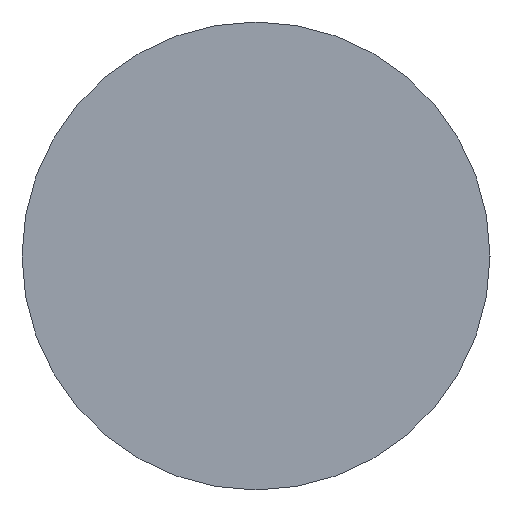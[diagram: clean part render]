
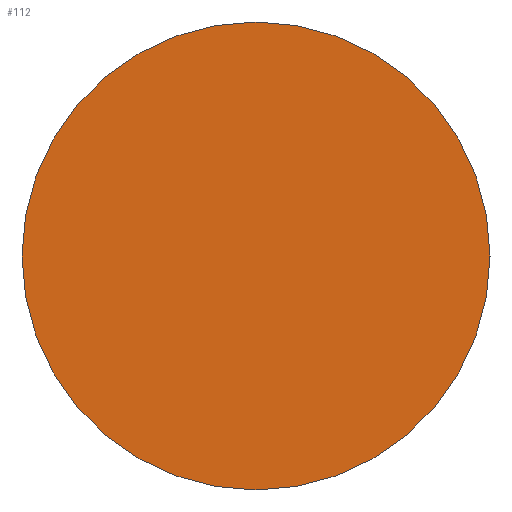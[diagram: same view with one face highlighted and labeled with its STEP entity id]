
A CAD part, left-side view. The second image highlights one B-rep face of the part: STEP entity #112.
In plain terms, the highlighted planar face has unit normal (-1, 0, 0).
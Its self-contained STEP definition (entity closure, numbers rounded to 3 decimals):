
#1 = AXIS2_PLACEMENT_3D ( 'NONE', #39, #27, #167 ) ;
#3 = CARTESIAN_POINT ( 'NONE',  ( 11.081, 6.516, 2. ) ) ;
#27 = DIRECTION ( 'NONE',  ( 1., 0., 0. ) ) ;
#28 = ORIENTED_EDGE ( 'NONE', *, *, #38, .T. ) ;
#38 = EDGE_CURVE ( 'NONE', #110, #54, #130, .T. ) ;
#39 = CARTESIAN_POINT ( 'NONE',  ( 11.081, 6.516, 0. ) ) ;
#54 = VERTEX_POINT ( 'NONE', #79 ) ;
#57 = EDGE_LOOP ( 'NONE', ( #28, #89 ) ) ;
#69 = CARTESIAN_POINT ( 'NONE',  ( 11.081, 6.516, 0. ) ) ;
#73 = DIRECTION ( 'NONE',  ( -1., 0., 0. ) ) ;
#78 = EDGE_CURVE ( 'NONE', #54, #110, #173, .T. ) ;
#79 = CARTESIAN_POINT ( 'NONE',  ( 11.081, 6.516, -2. ) ) ;
#89 = ORIENTED_EDGE ( 'NONE', *, *, #78, .T. ) ;
#98 = DIRECTION ( 'NONE',  ( 0., 0., 1. ) ) ;
#107 = AXIS2_PLACEMENT_3D ( 'NONE', #133, #148, #98 ) ;
#110 = VERTEX_POINT ( 'NONE', #3 ) ;
#112 = ADVANCED_FACE ( 'NONE', ( #151 ), #186, .F. ) ;
#130 = CIRCLE ( 'NONE', #107, 2. ) ;
#133 = CARTESIAN_POINT ( 'NONE',  ( 11.081, 6.516, 0. ) ) ;
#140 = AXIS2_PLACEMENT_3D ( 'NONE', #69, #73, #153 ) ;
#148 = DIRECTION ( 'NONE',  ( -1., 0., 0. ) ) ;
#151 = FACE_OUTER_BOUND ( 'NONE', #57, .T. ) ;
#153 = DIRECTION ( 'NONE',  ( 0., 0., 1. ) ) ;
#167 = DIRECTION ( 'NONE',  ( 0., 0., -1. ) ) ;
#173 = CIRCLE ( 'NONE', #140, 2. ) ;
#186 = PLANE ( 'NONE',  #1 ) ;
